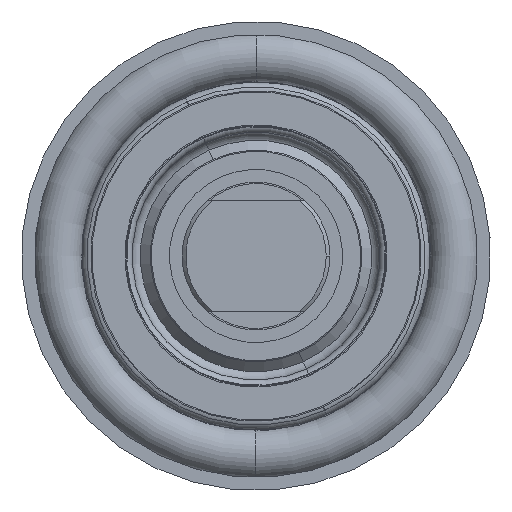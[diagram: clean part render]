
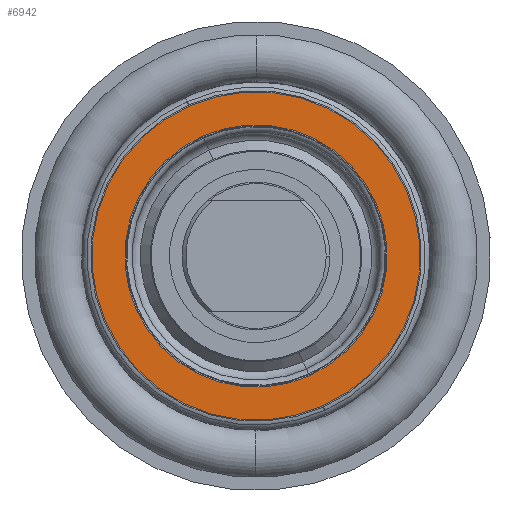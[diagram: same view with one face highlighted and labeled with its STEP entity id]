
A CAD part, left-side view. The second image highlights one B-rep face of the part: STEP entity #6942.
In plain terms, the highlighted planar face has unit normal (-1, 0, 0).
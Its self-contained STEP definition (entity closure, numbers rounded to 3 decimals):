
#587 = ORIENTED_EDGE ( 'NONE', *, *, #6063, .F. ) ;
#697 = VERTEX_POINT ( 'NONE', #15386 ) ;
#938 = CARTESIAN_POINT ( 'NONE',  ( 5.2, 0., 0. ) ) ;
#1053 = CIRCLE ( 'NONE', #21650, 17.75 ) ;
#1152 = DIRECTION ( 'NONE',  ( 0., -0.407, -0.913 ) ) ;
#1193 = VERTEX_POINT ( 'NONE', #15395 ) ;
#1813 = EDGE_LOOP ( 'NONE', ( #20760, #14210 ) ) ;
#2150 = DIRECTION ( 'NONE',  ( 0., -0.407, -0.913 ) ) ;
#2588 = PLANE ( 'NONE',  #21477 ) ;
#3312 = CARTESIAN_POINT ( 'NONE',  ( 5.2, -7.233, -16.21 ) ) ;
#4810 = DIRECTION ( 'NONE',  ( -1., 0., 0. ) ) ;
#4921 = DIRECTION ( 'NONE',  ( 0., -0.913, 0.407 ) ) ;
#5224 = ORIENTED_EDGE ( 'NONE', *, *, #21929, .F. ) ;
#5301 = DIRECTION ( 'NONE',  ( -1., 0., 0. ) ) ;
#5797 = EDGE_CURVE ( 'NONE', #697, #1193, #15323, .T. ) ;
#5911 = FACE_BOUND ( 'NONE', #12504, .T. ) ;
#6063 = EDGE_CURVE ( 'NONE', #16365, #12321, #17480, .T. ) ;
#6481 = EDGE_CURVE ( 'NONE', #1193, #697, #8288, .T. ) ;
#6942 = ADVANCED_FACE ( 'NONE', ( #20931, #5911 ), #2588, .F. ) ;
#8288 = CIRCLE ( 'NONE', #16449, 22.214 ) ;
#8959 = AXIS2_PLACEMENT_3D ( 'NONE', #10667, #5301, #18890 ) ;
#9032 = DIRECTION ( 'NONE',  ( 1., 0., 0. ) ) ;
#9653 = AXIS2_PLACEMENT_3D ( 'NONE', #20807, #9032, #2150 ) ;
#10011 = CARTESIAN_POINT ( 'NONE',  ( 5.2, 7.233, 16.21 ) ) ;
#10667 = CARTESIAN_POINT ( 'NONE',  ( 5.2, 0., 0. ) ) ;
#12321 = VERTEX_POINT ( 'NONE', #3312 ) ;
#12504 = EDGE_LOOP ( 'NONE', ( #5224, #587 ) ) ;
#12757 = CARTESIAN_POINT ( 'NONE',  ( 5.2, 0., 0. ) ) ;
#13283 = CARTESIAN_POINT ( 'NONE',  ( 5.2, 0., 0. ) ) ;
#14210 = ORIENTED_EDGE ( 'NONE', *, *, #6481, .F. ) ;
#15323 = CIRCLE ( 'NONE', #9653, 22.214 ) ;
#15386 = CARTESIAN_POINT ( 'NONE',  ( 5.2, -9.051, -20.286 ) ) ;
#15395 = CARTESIAN_POINT ( 'NONE',  ( 5.2, 9.051, 20.286 ) ) ;
#16365 = VERTEX_POINT ( 'NONE', #10011 ) ;
#16449 = AXIS2_PLACEMENT_3D ( 'NONE', #12757, #19525, #17638 ) ;
#17480 = CIRCLE ( 'NONE', #8959, 17.75 ) ;
#17638 = DIRECTION ( 'NONE',  ( 0., -0.407, -0.913 ) ) ;
#18890 = DIRECTION ( 'NONE',  ( 0., -0.913, 0.407 ) ) ;
#19525 = DIRECTION ( 'NONE',  ( 1., 0., 0. ) ) ;
#20707 = DIRECTION ( 'NONE',  ( 1., 0., 0. ) ) ;
#20760 = ORIENTED_EDGE ( 'NONE', *, *, #5797, .F. ) ;
#20807 = CARTESIAN_POINT ( 'NONE',  ( 5.2, 0., 0. ) ) ;
#20931 = FACE_OUTER_BOUND ( 'NONE', #1813, .T. ) ;
#21477 = AXIS2_PLACEMENT_3D ( 'NONE', #938, #20707, #1152 ) ;
#21650 = AXIS2_PLACEMENT_3D ( 'NONE', #13283, #4810, #4921 ) ;
#21929 = EDGE_CURVE ( 'NONE', #12321, #16365, #1053, .T. ) ;
